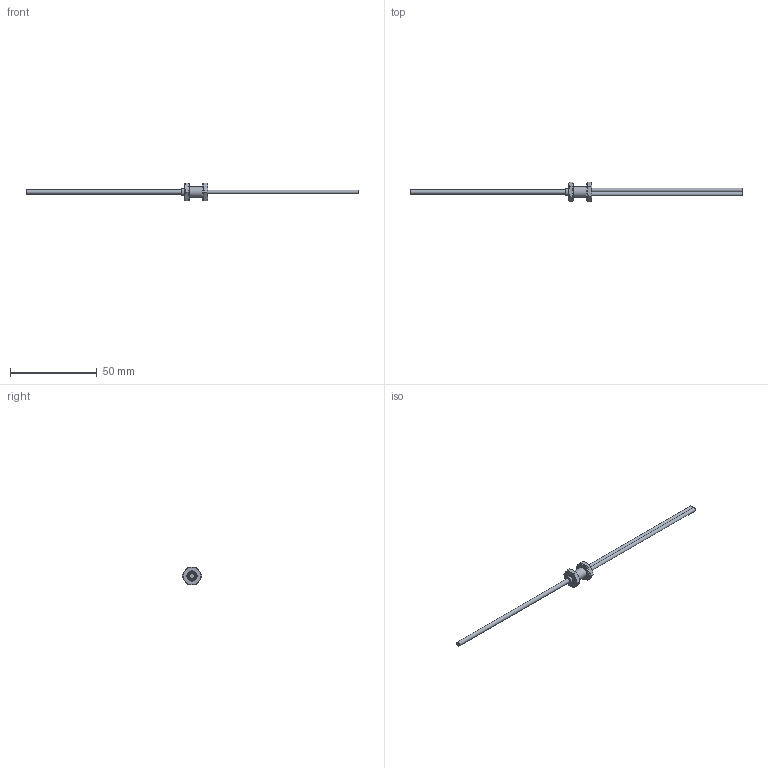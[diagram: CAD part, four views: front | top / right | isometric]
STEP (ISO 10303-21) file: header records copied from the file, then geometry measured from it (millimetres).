
FILE_DESCRIPTION(/* description */ (''),/* implementation_level */ '2;1');
FILE_NAME(/* name */ 'LT508053.stp',/* time_stamp */ '2016-10-06T14:37:05+02:00',/* author */ ('mitarbeiter'),/* organization */ (''),/* preprocessor_version */ 'ST-DEVELOPER v15.2',/* originating_system */ 'Autodesk Inventor 2014',/* authorisation */ '');
FILE_SCHEMA (('AUTOMOTIVE_DESIGN { 1 0 10303 214 3 1 1 }'));
Length unit declared in the file: millimetre
Products named in the file (4): 1; 2; 3; LT508053
Bounding box: 191.8 x 11.55 x 10 mm (x, y, z)
Volume: 1829.1 mm3; surface area: 2733.3 mm2
Topology: 3 solids, 3 shells, 62 faces, 122 edges, 71 vertices
Faces by surface type: cone 30, plane 23, cylinder 9
Full cylindrical faces by diameter (mm): 2.2 x2, 2.5 x1, 4 x1, 5.188 x2, 6 x1, 6.4 x1, 10 x1
Entity records: 1530 total; most frequent: CARTESIAN_POINT 343, DIRECTION 244, ORIENTED_EDGE 214, AXIS2_PLACEMENT_3D 116, EDGE_CURVE 107, EDGE_LOOP 86, VERTEX_POINT 71, FACE_OUTER_BOUND 62
